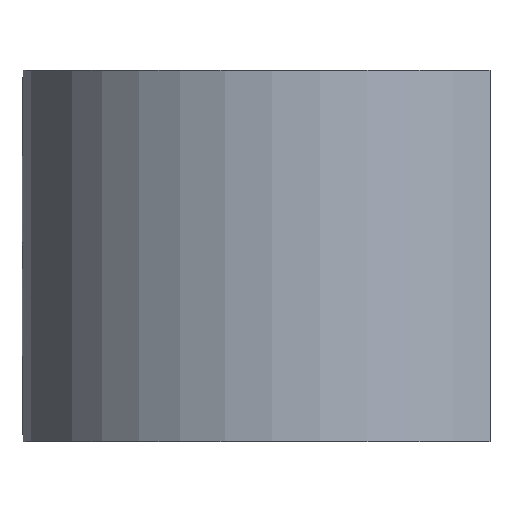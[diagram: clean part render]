
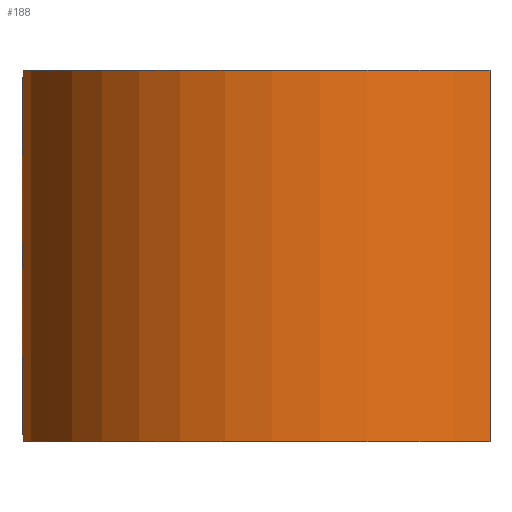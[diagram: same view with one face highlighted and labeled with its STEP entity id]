
A CAD part, front view. The second image highlights one B-rep face of the part: STEP entity #188.
In plain terms, the highlighted cylindrical face has radius 17 mm (diameter 34 mm), a partial arc.
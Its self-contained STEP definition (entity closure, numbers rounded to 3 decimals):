
#61=CARTESIAN_POINT('Vertex',(-16.966,-1.079,12.089)) ;
#67=CARTESIAN_POINT('Control Point',(-16.966,-1.079,12.089)) ;
#68=CARTESIAN_POINT('Control Point',(-16.975,-0.928,12.366)) ;
#69=CARTESIAN_POINT('Control Point',(-16.989,-0.689,12.593)) ;
#70=CARTESIAN_POINT('Control Point',(-17.001,-0.382,12.735)) ;
#71=CARTESIAN_POINT('Control Point',(-17.004,0.112,12.785)) ;
#72=CARTESIAN_POINT('Control Point',(-16.992,0.558,12.613)) ;
#73=CARTESIAN_POINT('Control Point',(-16.986,0.697,12.531)) ;
#74=CARTESIAN_POINT('Control Point',(-16.969,1.054,12.236)) ;
#75=CARTESIAN_POINT('Control Point',(-16.954,1.251,11.8)) ;
#76=CARTESIAN_POINT('Control Point',(-16.951,1.286,11.481)) ;
#77=CARTESIAN_POINT('Control Point',(-16.957,1.223,11.174)) ;
#78=CARTESIAN_POINT('Control Point',(-16.966,1.079,10.911)) ;
#79=CARTESIAN_POINT('Vertex',(-16.966,1.079,10.911)) ;
#111=CARTESIAN_POINT('Control Point',(-16.966,1.079,10.911)) ;
#112=CARTESIAN_POINT('Control Point',(-16.975,0.928,10.634)) ;
#113=CARTESIAN_POINT('Control Point',(-16.989,0.689,10.407)) ;
#114=CARTESIAN_POINT('Control Point',(-17.001,0.382,10.265)) ;
#115=CARTESIAN_POINT('Control Point',(-17.004,-0.112,10.215)) ;
#116=CARTESIAN_POINT('Control Point',(-16.992,-0.558,10.387)) ;
#117=CARTESIAN_POINT('Control Point',(-16.986,-0.697,10.469)) ;
#118=CARTESIAN_POINT('Control Point',(-16.969,-1.054,10.764)) ;
#119=CARTESIAN_POINT('Control Point',(-16.954,-1.251,11.2)) ;
#120=CARTESIAN_POINT('Control Point',(-16.951,-1.286,11.519)) ;
#121=CARTESIAN_POINT('Control Point',(-16.957,-1.223,11.826)) ;
#122=CARTESIAN_POINT('Control Point',(-16.966,-1.079,12.089)) ;
#145=CARTESIAN_POINT('Axis2P3D Location',(0.,0.,11.5)) ;
#150=CARTESIAN_POINT('Line Origine',(12.,12.042,11.5)) ;
#154=CARTESIAN_POINT('Vertex',(12.,12.042,0.)) ;
#156=CARTESIAN_POINT('Vertex',(12.,12.042,23.)) ;
#159=CARTESIAN_POINT('Axis2P3D Location',(0.,0.,0.)) ;
#163=CARTESIAN_POINT('Vertex',(12.,-12.042,0.)) ;
#166=CARTESIAN_POINT('Line Origine',(12.,-12.042,11.5)) ;
#170=CARTESIAN_POINT('Vertex',(12.,-12.042,23.)) ;
#173=CARTESIAN_POINT('Axis2P3D Location',(0.,0.,23.)) ;
#146=DIRECTION('Axis2P3D Direction',(0.,-0.,1.)) ;
#147=DIRECTION('Axis2P3D XDirection',(0.706,0.708,0.)) ;
#151=DIRECTION('Vector Direction',(0.,0.,1.)) ;
#160=DIRECTION('Axis2P3D Direction',(0.,-0.,1.)) ;
#167=DIRECTION('Vector Direction',(0.,0.,1.)) ;
#174=DIRECTION('Axis2P3D Direction',(0.,-0.,1.)) ;
#148=AXIS2_PLACEMENT_3D('Cylinder Axis2P3D',#145,#146,#147) ;
#161=AXIS2_PLACEMENT_3D('Circle Axis2P3D',#159,#160,$) ;
#175=AXIS2_PLACEMENT_3D('Circle Axis2P3D',#173,#174,$) ;
#179=ORIENTED_EDGE('',*,*,#158,.F.) ;
#180=ORIENTED_EDGE('',*,*,#165,.T.) ;
#181=ORIENTED_EDGE('',*,*,#172,.T.) ;
#182=ORIENTED_EDGE('',*,*,#177,.F.) ;
#185=ORIENTED_EDGE('',*,*,#123,.F.) ;
#186=ORIENTED_EDGE('',*,*,#81,.F.) ;
#187=FACE_BOUND('',#184,.T.) ;
#152=VECTOR('Line Direction',#151,1.) ;
#168=VECTOR('Line Direction',#167,1.) ;
#188=ADVANCED_FACE('Corps principal',(#183,#187),#149,.T.) ;
#66=B_SPLINE_CURVE_WITH_KNOTS('',5,(#67,#68,#69,#70,#71,#72,#73,#74,#75,#76,#77,#78),.UNSPECIFIED.,.F.,.U.,(6,3,3,6),(0.,2.225,3.342,5.464),.UNSPECIFIED.) ;
#110=B_SPLINE_CURVE_WITH_KNOTS('',5,(#111,#112,#113,#114,#115,#116,#117,#118,#119,#120,#121,#122),.UNSPECIFIED.,.F.,.U.,(6,3,3,6),(0.,2.225,3.342,5.464),.UNSPECIFIED.) ;
#162=CIRCLE('generated circle',#161,17.) ;
#176=CIRCLE('generated circle',#175,17.) ;
#149=CYLINDRICAL_SURFACE('generated cylinder',#148,17.) ;
#81=EDGE_CURVE('',#62,#80,#66,.T.) ;
#123=EDGE_CURVE('',#80,#62,#110,.T.) ;
#158=EDGE_CURVE('',#155,#157,#153,.T.) ;
#165=EDGE_CURVE('',#155,#164,#162,.T.) ;
#172=EDGE_CURVE('',#164,#171,#169,.T.) ;
#177=EDGE_CURVE('',#157,#171,#176,.T.) ;
#178=EDGE_LOOP('',(#179,#180,#181,#182)) ;
#184=EDGE_LOOP('',(#185,#186)) ;
#183=FACE_OUTER_BOUND('',#178,.T.) ;
#153=LINE('Line',#150,#152) ;
#169=LINE('Line',#166,#168) ;
#62=VERTEX_POINT('',#61) ;
#80=VERTEX_POINT('',#79) ;
#155=VERTEX_POINT('',#154) ;
#157=VERTEX_POINT('',#156) ;
#164=VERTEX_POINT('',#163) ;
#171=VERTEX_POINT('',#170) ;
